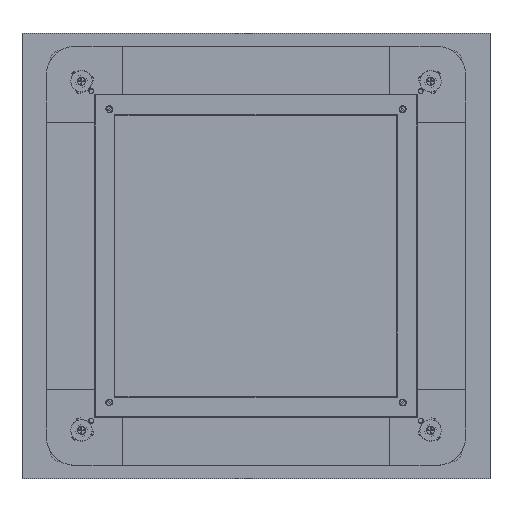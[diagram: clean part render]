
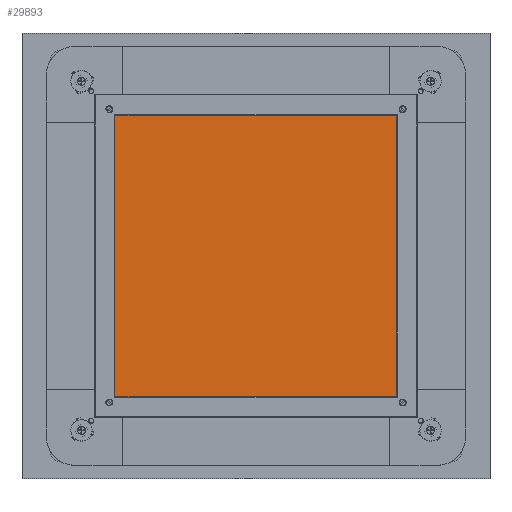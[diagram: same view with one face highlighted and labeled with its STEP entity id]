
A CAD part, top view. The second image highlights one B-rep face of the part: STEP entity #29893.
In plain terms, the highlighted planar face has unit normal (0, 0, 1).
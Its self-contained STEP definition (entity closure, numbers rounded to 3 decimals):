
#429 = CARTESIAN_POINT ( 'NONE',  ( -123.35, 123.35, 3. ) ) ;
#1370 = ORIENTED_EDGE ( 'NONE', *, *, #15141, .T. ) ;
#1713 = VERTEX_POINT ( 'NONE', #26961 ) ;
#3769 = CARTESIAN_POINT ( 'NONE',  ( -123.35, 123.35, 3. ) ) ;
#4220 = DIRECTION ( 'NONE',  ( 0., 0., -1. ) ) ;
#5066 = VERTEX_POINT ( 'NONE', #43459 ) ;
#6116 = FACE_OUTER_BOUND ( 'NONE', #44991, .T. ) ;
#6619 = ORIENTED_EDGE ( 'NONE', *, *, #43307, .T. ) ;
#7592 = VERTEX_POINT ( 'NONE', #24550 ) ;
#11745 = LINE ( 'NONE', #429, #40499 ) ;
#15141 = EDGE_CURVE ( 'NONE', #7592, #1713, #37024, .T. ) ;
#16708 = ORIENTED_EDGE ( 'NONE', *, *, #44257, .T. ) ;
#19102 = DIRECTION ( 'NONE',  ( -1., 0., 0. ) ) ;
#20214 = VECTOR ( 'NONE', #28790, 1000. ) ;
#21596 = EDGE_CURVE ( 'NONE', #5066, #26586, #11745, .T. ) ;
#22054 = AXIS2_PLACEMENT_3D ( 'NONE', #45467, #4220, #30446 ) ;
#23847 = VECTOR ( 'NONE', #26964, 1000. ) ;
#24550 = CARTESIAN_POINT ( 'NONE',  ( -123.35, -123.35, 3. ) ) ;
#26586 = VERTEX_POINT ( 'NONE', #3769 ) ;
#26961 = CARTESIAN_POINT ( 'NONE',  ( 123.35, -123.35, 3. ) ) ;
#26964 = DIRECTION ( 'NONE',  ( 0., 1., 0. ) ) ;
#27232 = CARTESIAN_POINT ( 'NONE',  ( -123.35, -123.35, 3. ) ) ;
#28790 = DIRECTION ( 'NONE',  ( 0., -1., 0. ) ) ;
#29893 = ADVANCED_FACE ( 'NONE', ( #6116 ), #30294, .F. ) ;
#30211 = LINE ( 'NONE', #43789, #20214 ) ;
#30294 = PLANE ( 'NONE',  #22054 ) ;
#30446 = DIRECTION ( 'NONE',  ( -1., 0., 0. ) ) ;
#33826 = LINE ( 'NONE', #34160, #23847 ) ;
#34160 = CARTESIAN_POINT ( 'NONE',  ( 123.35, -123.35, 3. ) ) ;
#35033 = ORIENTED_EDGE ( 'NONE', *, *, #21596, .T. ) ;
#35856 = VECTOR ( 'NONE', #38581, 1000. ) ;
#37024 = LINE ( 'NONE', #27232, #35856 ) ;
#38581 = DIRECTION ( 'NONE',  ( 1., 0., 0. ) ) ;
#40499 = VECTOR ( 'NONE', #19102, 1000. ) ;
#43307 = EDGE_CURVE ( 'NONE', #1713, #5066, #33826, .T. ) ;
#43459 = CARTESIAN_POINT ( 'NONE',  ( 123.35, 123.35, 3. ) ) ;
#43789 = CARTESIAN_POINT ( 'NONE',  ( -123.35, -123.35, 3. ) ) ;
#44257 = EDGE_CURVE ( 'NONE', #26586, #7592, #30211, .T. ) ;
#44991 = EDGE_LOOP ( 'NONE', ( #16708, #1370, #6619, #35033 ) ) ;
#45467 = CARTESIAN_POINT ( 'NONE',  ( -123.35, 123.35, 3. ) ) ;
